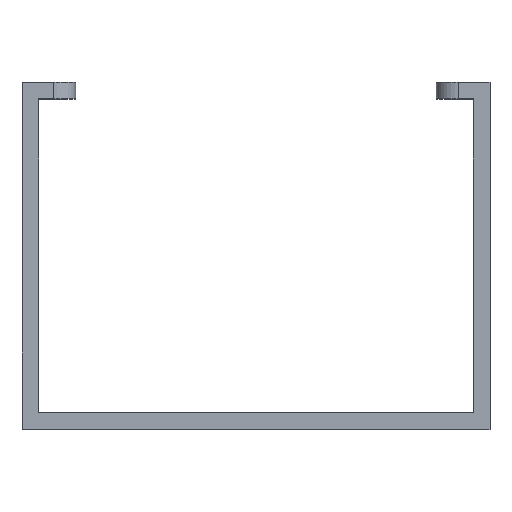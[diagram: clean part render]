
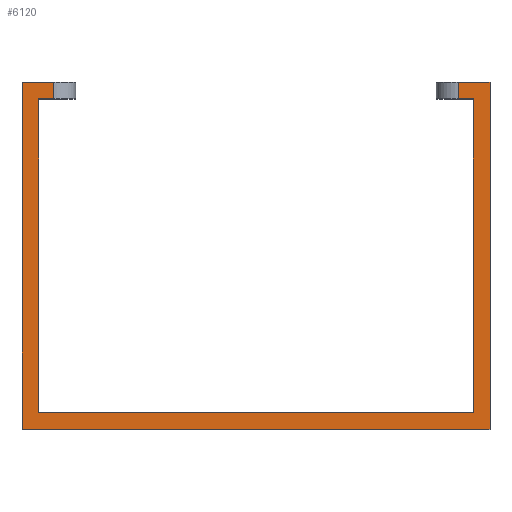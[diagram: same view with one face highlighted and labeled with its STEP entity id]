
A CAD part, top view. The second image highlights one B-rep face of the part: STEP entity #6120.
In plain terms, the highlighted planar face has unit normal (0, 0, 1).
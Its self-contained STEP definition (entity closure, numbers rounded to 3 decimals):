
#41 = DIRECTION ( 'NONE',  ( 0., -1., 0. ) ) ;
#134 = DIRECTION ( 'NONE',  ( 0., 0., 1. ) ) ;
#140 = LINE ( 'NONE', #701, #6644 ) ;
#182 = VERTEX_POINT ( 'NONE', #184 ) ;
#184 = CARTESIAN_POINT ( 'NONE',  ( 42.5, 0., 25.218 ) ) ;
#253 = LINE ( 'NONE', #3421, #4939 ) ;
#348 = VERTEX_POINT ( 'NONE', #6255 ) ;
#365 = VECTOR ( 'NONE', #1259, 1000. ) ;
#565 = LINE ( 'NONE', #3803, #2869 ) ;
#630 = CARTESIAN_POINT ( 'NONE',  ( -42.5, 63., 25.218 ) ) ;
#701 = CARTESIAN_POINT ( 'NONE',  ( -39.5, 63., 25.218 ) ) ;
#719 = CARTESIAN_POINT ( 'NONE',  ( -42.5, 3., 25.218 ) ) ;
#858 = EDGE_CURVE ( 'NONE', #3668, #6298, #6056, .T. ) ;
#912 = ORIENTED_EDGE ( 'NONE', *, *, #5913, .T. ) ;
#959 = VERTEX_POINT ( 'NONE', #5530 ) ;
#1105 = CARTESIAN_POINT ( 'NONE',  ( 39.5, 63., 25.218 ) ) ;
#1175 = LINE ( 'NONE', #1105, #3069 ) ;
#1178 = LINE ( 'NONE', #4414, #5547 ) ;
#1245 = LINE ( 'NONE', #3397, #2528 ) ;
#1259 = DIRECTION ( 'NONE',  ( -1., 0., 0. ) ) ;
#1299 = ORIENTED_EDGE ( 'NONE', *, *, #1752, .F. ) ;
#1378 = DIRECTION ( 'NONE',  ( 0., 1., 0. ) ) ;
#1425 = EDGE_CURVE ( 'NONE', #2517, #3668, #253, .T. ) ;
#1585 = VECTOR ( 'NONE', #6701, 1000. ) ;
#1636 = DIRECTION ( 'NONE',  ( -1., 0., 0. ) ) ;
#1655 = CARTESIAN_POINT ( 'NONE',  ( 36.75, 60., 25.218 ) ) ;
#1752 = EDGE_CURVE ( 'NONE', #2993, #6223, #4432, .T. ) ;
#1900 = CARTESIAN_POINT ( 'NONE',  ( 39.5, 3., 25.218 ) ) ;
#2026 = CARTESIAN_POINT ( 'NONE',  ( -42.5, 0., 25.218 ) ) ;
#2231 = ORIENTED_EDGE ( 'NONE', *, *, #3771, .F. ) ;
#2345 = VERTEX_POINT ( 'NONE', #1900 ) ;
#2437 = ORIENTED_EDGE ( 'NONE', *, *, #5470, .T. ) ;
#2501 = VERTEX_POINT ( 'NONE', #630 ) ;
#2517 = VERTEX_POINT ( 'NONE', #2757 ) ;
#2528 = VECTOR ( 'NONE', #5532, 1000. ) ;
#2740 = DIRECTION ( 'NONE',  ( 1., 0., 0. ) ) ;
#2757 = CARTESIAN_POINT ( 'NONE',  ( -39.5, 3., 25.218 ) ) ;
#2762 = LINE ( 'NONE', #6439, #6665 ) ;
#2869 = VECTOR ( 'NONE', #1636, 1000. ) ;
#2993 = VERTEX_POINT ( 'NONE', #1655 ) ;
#3069 = VECTOR ( 'NONE', #5487, 1000. ) ;
#3207 = AXIS2_PLACEMENT_3D ( 'NONE', #4424, #134, #5079 ) ;
#3305 = EDGE_CURVE ( 'NONE', #6223, #348, #1175, .T. ) ;
#3318 = DIRECTION ( 'NONE',  ( -1., 0., 0. ) ) ;
#3340 = FACE_OUTER_BOUND ( 'NONE', #3581, .T. ) ;
#3397 = CARTESIAN_POINT ( 'NONE',  ( -36.75, 60., 25.218 ) ) ;
#3421 = CARTESIAN_POINT ( 'NONE',  ( -39.5, 0., 25.218 ) ) ;
#3445 = ORIENTED_EDGE ( 'NONE', *, *, #1425, .T. ) ;
#3531 = EDGE_CURVE ( 'NONE', #2501, #4878, #4008, .T. ) ;
#3581 = EDGE_LOOP ( 'NONE', ( #6244, #5049, #4153, #1299, #2231, #5888, #2437, #3445, #4778, #912, #4007, #6444 ) ) ;
#3668 = VERTEX_POINT ( 'NONE', #6795 ) ;
#3701 = VECTOR ( 'NONE', #4650, 1000. ) ;
#3741 = EDGE_CURVE ( 'NONE', #959, #2501, #140, .T. ) ;
#3771 = EDGE_CURVE ( 'NONE', #6429, #2993, #4357, .T. ) ;
#3803 = CARTESIAN_POINT ( 'NONE',  ( 0., 3., 25.218 ) ) ;
#3868 = CARTESIAN_POINT ( 'NONE',  ( 36.75, 60., 25.218 ) ) ;
#4007 = ORIENTED_EDGE ( 'NONE', *, *, #3741, .T. ) ;
#4008 = LINE ( 'NONE', #719, #4743 ) ;
#4132 = CARTESIAN_POINT ( 'NONE',  ( 36.75, 63., 25.218 ) ) ;
#4153 = ORIENTED_EDGE ( 'NONE', *, *, #3305, .F. ) ;
#4357 = LINE ( 'NONE', #3868, #365 ) ;
#4414 = CARTESIAN_POINT ( 'NONE',  ( 39.5, 0., 25.218 ) ) ;
#4424 = CARTESIAN_POINT ( 'NONE',  ( 0., 3., 25.218 ) ) ;
#4432 = LINE ( 'NONE', #6112, #1585 ) ;
#4447 = DIRECTION ( 'NONE',  ( 0., 1., 0. ) ) ;
#4600 = VECTOR ( 'NONE', #2740, 1000. ) ;
#4650 = DIRECTION ( 'NONE',  ( -1., 0., 0. ) ) ;
#4743 = VECTOR ( 'NONE', #6124, 1000. ) ;
#4778 = ORIENTED_EDGE ( 'NONE', *, *, #858, .T. ) ;
#4878 = VERTEX_POINT ( 'NONE', #2026 ) ;
#4939 = VECTOR ( 'NONE', #1378, 1000. ) ;
#5010 = PLANE ( 'NONE',  #3207 ) ;
#5049 = ORIENTED_EDGE ( 'NONE', *, *, #5490, .F. ) ;
#5079 = DIRECTION ( 'NONE',  ( 1., 0., 0. ) ) ;
#5111 = CARTESIAN_POINT ( 'NONE',  ( -36.75, 60., 25.218 ) ) ;
#5289 = CARTESIAN_POINT ( 'NONE',  ( 39.5, 60., 25.218 ) ) ;
#5309 = LINE ( 'NONE', #6293, #3701 ) ;
#5470 = EDGE_CURVE ( 'NONE', #2345, #2517, #565, .T. ) ;
#5487 = DIRECTION ( 'NONE',  ( 1., 0., 0. ) ) ;
#5490 = EDGE_CURVE ( 'NONE', #348, #182, #2762, .T. ) ;
#5530 = CARTESIAN_POINT ( 'NONE',  ( -36.75, 63., 25.218 ) ) ;
#5532 = DIRECTION ( 'NONE',  ( 0., 1., 0. ) ) ;
#5547 = VECTOR ( 'NONE', #4447, 1000. ) ;
#5867 = EDGE_CURVE ( 'NONE', #2345, #6429, #1178, .T. ) ;
#5888 = ORIENTED_EDGE ( 'NONE', *, *, #5867, .F. ) ;
#5913 = EDGE_CURVE ( 'NONE', #6298, #959, #1245, .T. ) ;
#5925 = CARTESIAN_POINT ( 'NONE',  ( -36.75, 60., 25.218 ) ) ;
#6056 = LINE ( 'NONE', #5925, #4600 ) ;
#6112 = CARTESIAN_POINT ( 'NONE',  ( 36.75, 60., 25.218 ) ) ;
#6120 = ADVANCED_FACE ( 'NONE', ( #3340 ), #5010, .T. ) ;
#6124 = DIRECTION ( 'NONE',  ( 0., -1., 0. ) ) ;
#6223 = VERTEX_POINT ( 'NONE', #4132 ) ;
#6244 = ORIENTED_EDGE ( 'NONE', *, *, #6682, .F. ) ;
#6255 = CARTESIAN_POINT ( 'NONE',  ( 42.5, 63., 25.218 ) ) ;
#6293 = CARTESIAN_POINT ( 'NONE',  ( 0., 0., 25.218 ) ) ;
#6298 = VERTEX_POINT ( 'NONE', #5111 ) ;
#6429 = VERTEX_POINT ( 'NONE', #5289 ) ;
#6439 = CARTESIAN_POINT ( 'NONE',  ( 42.5, 3., 25.218 ) ) ;
#6444 = ORIENTED_EDGE ( 'NONE', *, *, #3531, .T. ) ;
#6644 = VECTOR ( 'NONE', #3318, 1000. ) ;
#6665 = VECTOR ( 'NONE', #41, 1000. ) ;
#6682 = EDGE_CURVE ( 'NONE', #182, #4878, #5309, .T. ) ;
#6701 = DIRECTION ( 'NONE',  ( 0., 1., 0. ) ) ;
#6795 = CARTESIAN_POINT ( 'NONE',  ( -39.5, 60., 25.218 ) ) ;
